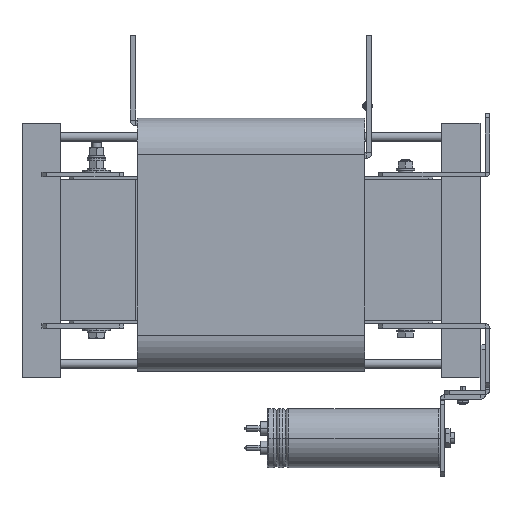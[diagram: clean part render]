
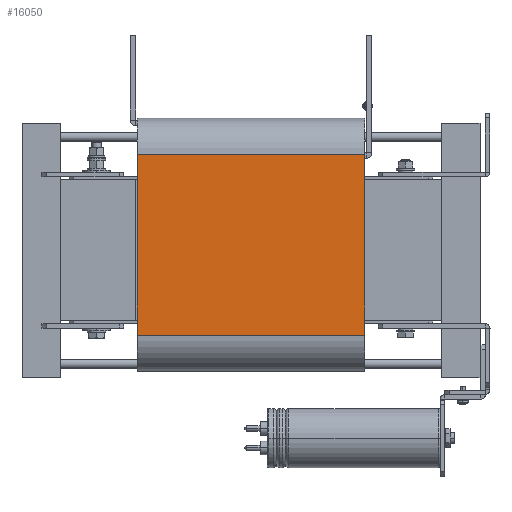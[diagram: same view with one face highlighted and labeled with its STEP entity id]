
A CAD part, left-side view. The second image highlights one B-rep face of the part: STEP entity #16050.
In plain terms, the highlighted planar face has unit normal (-1, 0, 0).
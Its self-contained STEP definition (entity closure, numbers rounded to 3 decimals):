
#361 = EDGE_LOOP ( 'NONE', ( #29956, #29966, #29963, #29962 ) ) ;
#4301 = CARTESIAN_POINT ( 'NONE',  ( -74.75, 250., 139.25 ) ) ;
#4302 = DIRECTION ( 'NONE',  ( 0., 0., 1. ) ) ;
#9244 = PLANE ( 'NONE',  #10079 ) ;
#9246 = CARTESIAN_POINT ( 'NONE',  ( -74.75, 250., 139.25 ) ) ;
#9251 = DIRECTION ( 'NONE',  ( 1., 0., 0. ) ) ;
#9252 = DIRECTION ( 'NONE',  ( 0., 0., -1. ) ) ;
#10079 = AXIS2_PLACEMENT_3D ( 'NONE', #9246, #9251, #9252 ) ;
#10334 = VERTEX_POINT ( 'NONE', #21050 ) ;
#10335 = VERTEX_POINT ( 'NONE', #21051 ) ;
#10336 = VERTEX_POINT ( 'NONE', #21052 ) ;
#10344 = VERTEX_POINT ( 'NONE', #21060 ) ;
#10735 = CARTESIAN_POINT ( 'NONE',  ( -74.75, 250., 99.25 ) ) ;
#10740 = CARTESIAN_POINT ( 'NONE',  ( -74.75, 250., -99.25 ) ) ;
#10751 = DIRECTION ( 'NONE',  ( 0., 1., 0. ) ) ;
#10756 = DIRECTION ( 'NONE',  ( 0., -1., 0. ) ) ;
#10814 = CARTESIAN_POINT ( 'NONE',  ( -74.75, 0., 139.25 ) ) ;
#10816 = DIRECTION ( 'NONE',  ( 0., 0., 1. ) ) ;
#12884 = FACE_OUTER_BOUND ( 'NONE', #361, .T. ) ;
#13497 = LINE ( 'NONE', #4301, #13500 ) ;
#13500 = VECTOR ( 'NONE', #4302, 1000. ) ;
#13671 = LINE ( 'NONE', #10735, #13680 ) ;
#13677 = LINE ( 'NONE', #10740, #13682 ) ;
#13680 = VECTOR ( 'NONE', #10751, 1000. ) ;
#13682 = VECTOR ( 'NONE', #10756, 1000. ) ;
#13708 = LINE ( 'NONE', #10814, #13710 ) ;
#13710 = VECTOR ( 'NONE', #10816, 1000. ) ;
#16050 = ADVANCED_FACE ( 'NONE', ( #12884 ), #9244, .F. ) ;
#17982 = EDGE_CURVE ( 'NONE', #10335, #10336, #13497, .T. ) ;
#21050 = CARTESIAN_POINT ( 'NONE',  ( -74.75, 0., -99.25 ) ) ;
#21051 = CARTESIAN_POINT ( 'NONE',  ( -74.75, 250., -99.25 ) ) ;
#21052 = CARTESIAN_POINT ( 'NONE',  ( -74.75, 250., 99.25 ) ) ;
#21060 = CARTESIAN_POINT ( 'NONE',  ( -74.75, 0., 99.25 ) ) ;
#22627 = EDGE_CURVE ( 'NONE', #10344, #10336, #13671, .T. ) ;
#22628 = EDGE_CURVE ( 'NONE', #10335, #10334, #13677, .T. ) ;
#22644 = EDGE_CURVE ( 'NONE', #10334, #10344, #13708, .T. ) ;
#29956 = ORIENTED_EDGE ( 'NONE', *, *, #17982, .F. ) ;
#29962 = ORIENTED_EDGE ( 'NONE', *, *, #22627, .T. ) ;
#29963 = ORIENTED_EDGE ( 'NONE', *, *, #22644, .T. ) ;
#29966 = ORIENTED_EDGE ( 'NONE', *, *, #22628, .T. ) ;
